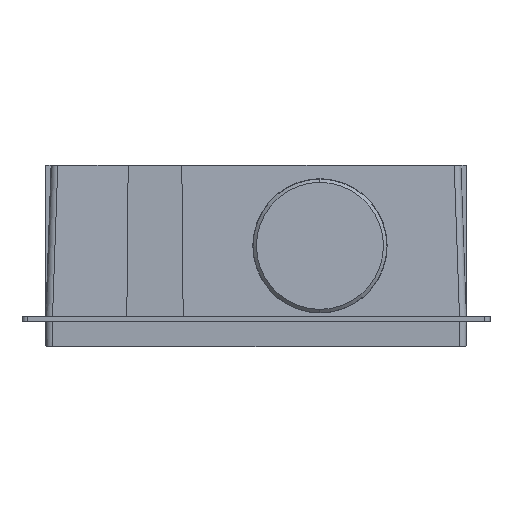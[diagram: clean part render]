
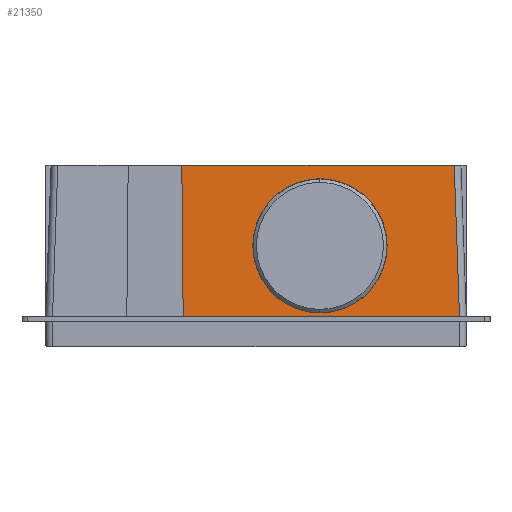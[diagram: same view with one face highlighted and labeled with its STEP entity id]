
A CAD part, front view. The second image highlights one B-rep face of the part: STEP entity #21350.
In plain terms, the highlighted face is planar.
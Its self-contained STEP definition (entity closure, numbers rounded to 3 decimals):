
#7480=CARTESIAN_POINT('',(124.873,90.,120.875));
#7490=VERTEX_POINT('',#7480);
#7540=CARTESIAN_POINT('',(121.725,-0.14,
117.728));
#7550=DIRECTION('',(0.035,0.999,
0.035));
#7560=VECTOR('',#7550,1.);
#7570=LINE('',#7540,#7560);
#7580=CARTESIAN_POINT('',(121.73,-0.,117.733));
#7590=VERTEX_POINT('',#7580);
#7600=EDGE_CURVE('',#7590,#7490,#7570,.T.);
#18930=CARTESIAN_POINT('',(124.873,90.,
-43.27));
#18940=VERTEX_POINT('',#18930);
#18970=CARTESIAN_POINT('',(124.873,90.,0.));
#18980=DIRECTION('',(0.,0.,-1.));
#18990=VECTOR('',#18980,1.);
#19000=LINE('',#18970,#18990);
#19010=CARTESIAN_POINT('',(124.873,90.,-7.5));
#19020=VERTEX_POINT('',#19010);
#19030=EDGE_CURVE('',#19020,#18940,#19000,.T.);
#19050=CARTESIAN_POINT('',(124.873,90.,0.));
#19060=DIRECTION('',(0.,0.,-1.));
#19070=VECTOR('',#19060,1.);
#19080=LINE('',#19050,#19070);
#19090=CARTESIAN_POINT('',(124.873,90.,83.5));
#19100=VERTEX_POINT('',#19090);
#19110=EDGE_CURVE('',#19100,#19020,#19080,.T.);
#19130=EDGE_CURVE('',#7490,#19100,#19000,.T.);
#20950=CARTESIAN_POINT('',(124.873,90.,40.409));
#20960=DIRECTION('',(-0.999,0.035,
0.));
#20970=DIRECTION('',(0.035,0.999,0.));
#20980=AXIS2_PLACEMENT_3D('',#20950,#20960,#20970);
#20990=PLANE('',#20980);
#21000=ORIENTED_EDGE('',*,*,#19030,.F.);
#21010=CARTESIAN_POINT('',(121.73,0.,-44.056));
#21020=DIRECTION('',(-0.035,-0.999,
-0.009));
#21030=VECTOR('',#21020,1.);
#21040=LINE('',#21010,#21030);
#21050=CARTESIAN_POINT('',(121.73,0.,-44.056));
#21060=VERTEX_POINT('',#21050);
#21070=EDGE_CURVE('',#18940,#21060,#21040,.T.);
#21080=ORIENTED_EDGE('',*,*,#21070,.F.);
#21090=CARTESIAN_POINT('',(121.73,0.,0.));
#21100=DIRECTION('',(0.,0.,-1.));
#21110=VECTOR('',#21100,1.);
#21120=LINE('',#21090,#21110);
#21130=EDGE_CURVE('',#7590,#21060,#21120,.T.);
#21140=ORIENTED_EDGE('',*,*,#21130,.T.);
#21150=ORIENTED_EDGE('',*,*,#7600,.F.);
#21160=ORIENTED_EDGE('',*,*,#19130,.F.);
#21170=ORIENTED_EDGE('',*,*,#19110,.F.);
#21180=EDGE_LOOP('',(#21170,#21160,#21150,#21140,#21080,#21000));
#21190=FACE_OUTER_BOUND('',#21180,.T.);
#21200=CARTESIAN_POINT('',(123.405,47.971,38.));
#21210=DIRECTION('',(-0.999,0.035,
0.));
#21220=DIRECTION('',(0.035,0.999,0.));
#21230=AXIS2_PLACEMENT_3D('',#21200,#21210,#21220);
#21240=CIRCLE('',#21230,39.9);
#21250=CARTESIAN_POINT('',(124.798,87.846,38.));
#21260=VERTEX_POINT('',#21250);
#21270=CARTESIAN_POINT('',(122.013,8.095,38.));
#21280=VERTEX_POINT('',#21270);
#21290=EDGE_CURVE('',#21260,#21280,#21240,.T.);
#21300=ORIENTED_EDGE('',*,*,#21290,.T.);
#21310=EDGE_CURVE('',#21280,#21260,#21240,.T.);
#21320=ORIENTED_EDGE('',*,*,#21310,.T.);
#21330=EDGE_LOOP('',(#21320,#21300));
#21340=FACE_BOUND('',#21330,.T.);
#21350=ADVANCED_FACE('',(#21190,#21340),#20990,.F.);
